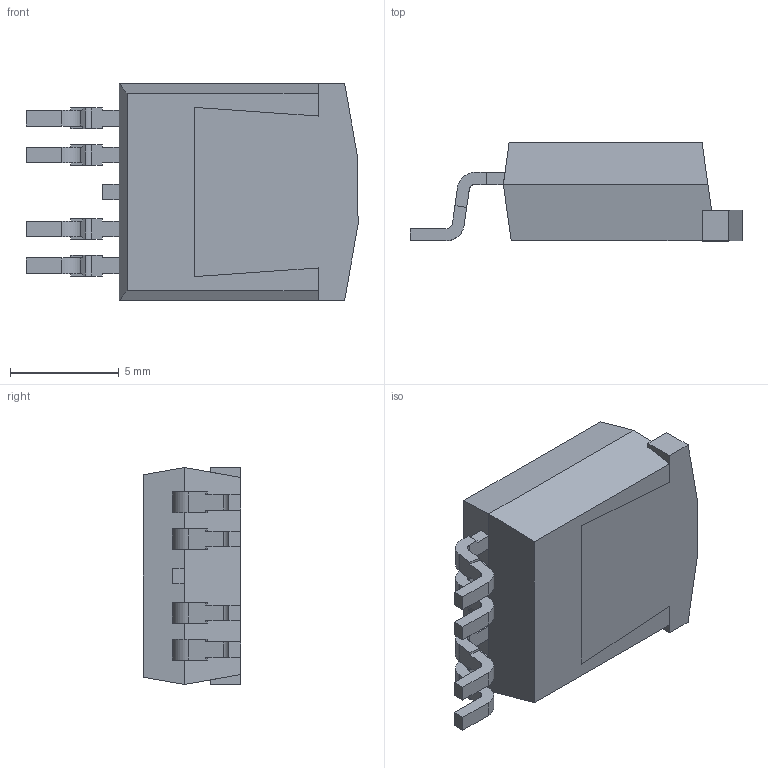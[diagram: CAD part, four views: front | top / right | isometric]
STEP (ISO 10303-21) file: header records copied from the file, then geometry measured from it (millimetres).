
FILE_DESCRIPTION (( 'STEP AP214' ), '1' );
FILE_NAME ('SOT426.STEP', '2020-09-27T20:17:44', ( '' ), ( '' ), 'SwSTEP 2.0', 'SolidWorks 2017', '' );
FILE_SCHEMA (( 'AUTOMOTIVE_DESIGN' ));
Length unit declared in the file: millimetre
Products named in the file (1): SOT426
Bounding box: 15.3 x 4.5 x 10 mm (x, y, z)
Volume: 429.4 mm3; surface area: 595.3 mm2
Topology: 7 solids, 7 shells, 121 faces, 319 edges, 212 vertices
Faces by surface type: plane 105, cylinder 16
Entity records: 3777 total; most frequent: CARTESIAN_POINT 653, ORIENTED_EDGE 638, DIRECTION 595, EDGE_CURVE 319, LINE 287, VECTOR 287, VERTEX_POINT 212, AXIS2_PLACEMENT_3D 154
